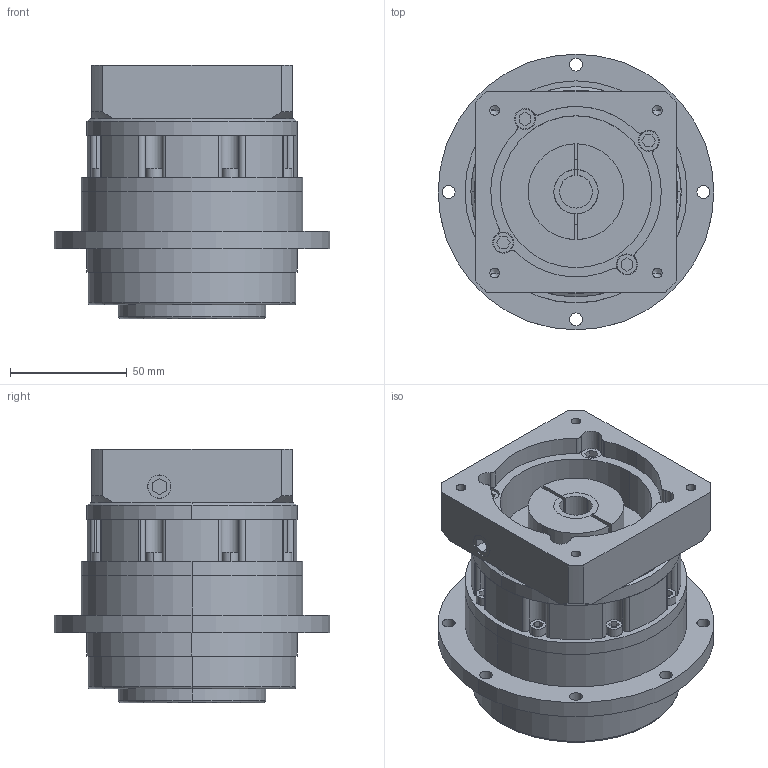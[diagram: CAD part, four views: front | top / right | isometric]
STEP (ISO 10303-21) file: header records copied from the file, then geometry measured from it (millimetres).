
FILE_DESCRIPTION (( 'STEP AP214' ), '1' );
FILE_NAME ('VGH90单级模型（14-35 73-2 4-5.5-69.6-69.6）新.STEP', '2018-07-05T06:16:56', ( 'Windows' ), ( 'Microsoft' ), 'SwSTEP 2.0', 'SolidWorks 2016', '' );
FILE_SCHEMA (( 'AUTOMOTIVE_DESIGN' ));
Length unit declared in the file: millimetre
Products named in the file (1): VGH90单级模型（14-35 73-2 4-5.5-69.6-69.6）新
Bounding box: 118 x 118 x 108.5 mm (x, y, z)
Volume: 633633 mm3; surface area: 106334.7 mm2
Topology: 4 solids, 4 shells, 373 faces, 931 edges, 597 vertices
Faces by surface type: cylinder 177, plane 162, cone 28, torus 6
Entity records: 11575 total; most frequent: DIRECTION 2045, CARTESIAN_POINT 1904, ORIENTED_EDGE 1818, EDGE_CURVE 909, AXIS2_PLACEMENT_3D 770, VERTEX_POINT 597, LINE 505, VECTOR 505
